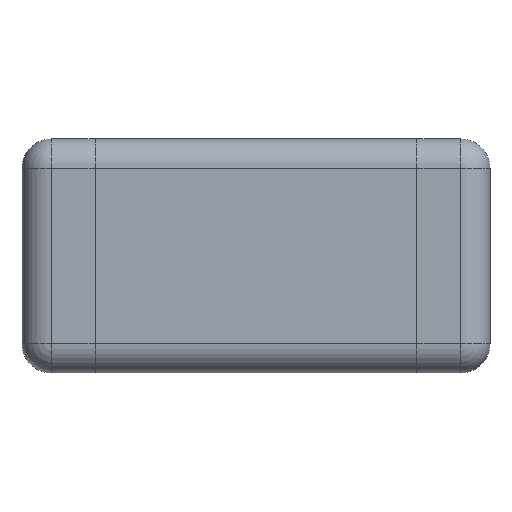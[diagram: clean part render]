
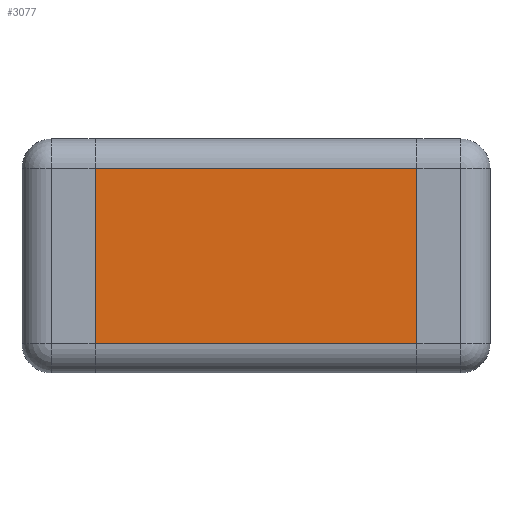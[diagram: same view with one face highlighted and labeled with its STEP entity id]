
A CAD part, front view. The second image highlights one B-rep face of the part: STEP entity #3077.
In plain terms, the highlighted planar face has unit normal (0, -1, 0).
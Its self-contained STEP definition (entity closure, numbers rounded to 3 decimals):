
#67 = VERTEX_POINT ( 'NONE', #4826 ) ;
#196 = CARTESIAN_POINT ( 'NONE',  ( -0.8, 0., 0.3 ) ) ;
#198 = VERTEX_POINT ( 'NONE', #1285 ) ;
#391 = DIRECTION ( 'NONE',  ( 0., 1., 0. ) ) ;
#445 = CARTESIAN_POINT ( 'NONE',  ( -0.55, 0., 0.3 ) ) ;
#587 = LINE ( 'NONE', #4849, #5531 ) ;
#591 = AXIS2_PLACEMENT_3D ( 'NONE', #2562, #391, #5344 ) ;
#758 = EDGE_CURVE ( 'NONE', #198, #67, #5104, .T. ) ;
#1285 = CARTESIAN_POINT ( 'NONE',  ( -0.55, 0., -0.3 ) ) ;
#1288 = EDGE_LOOP ( 'NONE', ( #4205, #5934, #2569, #4035 ) ) ;
#1433 = VECTOR ( 'NONE', #3977, 1000. ) ;
#1503 = VERTEX_POINT ( 'NONE', #4333 ) ;
#2157 = VERTEX_POINT ( 'NONE', #445 ) ;
#2519 = DIRECTION ( 'NONE',  ( 0., 0., 1. ) ) ;
#2562 = CARTESIAN_POINT ( 'NONE',  ( -0.8, 0., 0.4 ) ) ;
#2569 = ORIENTED_EDGE ( 'NONE', *, *, #758, .T. ) ;
#3077 = ADVANCED_FACE ( 'NONE', ( #5941 ), #3082, .F. ) ;
#3082 = PLANE ( 'NONE',  #591 ) ;
#3229 = EDGE_CURVE ( 'NONE', #2157, #198, #4448, .T. ) ;
#3638 = CARTESIAN_POINT ( 'NONE',  ( -0.8, 0., -0.3 ) ) ;
#3977 = DIRECTION ( 'NONE',  ( -1., 0., 0. ) ) ;
#4035 = ORIENTED_EDGE ( 'NONE', *, *, #6851, .T. ) ;
#4205 = ORIENTED_EDGE ( 'NONE', *, *, #4481, .T. ) ;
#4263 = LINE ( 'NONE', #196, #1433 ) ;
#4333 = CARTESIAN_POINT ( 'NONE',  ( 0.55, 0., 0.3 ) ) ;
#4448 = LINE ( 'NONE', #5662, #6869 ) ;
#4481 = EDGE_CURVE ( 'NONE', #1503, #2157, #4263, .T. ) ;
#4816 = DIRECTION ( 'NONE',  ( 1., 0., 0. ) ) ;
#4826 = CARTESIAN_POINT ( 'NONE',  ( 0.55, 0., -0.3 ) ) ;
#4849 = CARTESIAN_POINT ( 'NONE',  ( 0.55, 0., 0.4 ) ) ;
#5104 = LINE ( 'NONE', #3638, #5464 ) ;
#5344 = DIRECTION ( 'NONE',  ( 0., 0., 1. ) ) ;
#5464 = VECTOR ( 'NONE', #4816, 1000. ) ;
#5531 = VECTOR ( 'NONE', #2519, 1000. ) ;
#5662 = CARTESIAN_POINT ( 'NONE',  ( -0.55, 0., 0.4 ) ) ;
#5934 = ORIENTED_EDGE ( 'NONE', *, *, #3229, .T. ) ;
#5941 = FACE_OUTER_BOUND ( 'NONE', #1288, .T. ) ;
#6352 = DIRECTION ( 'NONE',  ( 0., 0., -1. ) ) ;
#6851 = EDGE_CURVE ( 'NONE', #67, #1503, #587, .T. ) ;
#6869 = VECTOR ( 'NONE', #6352, 1000. ) ;
